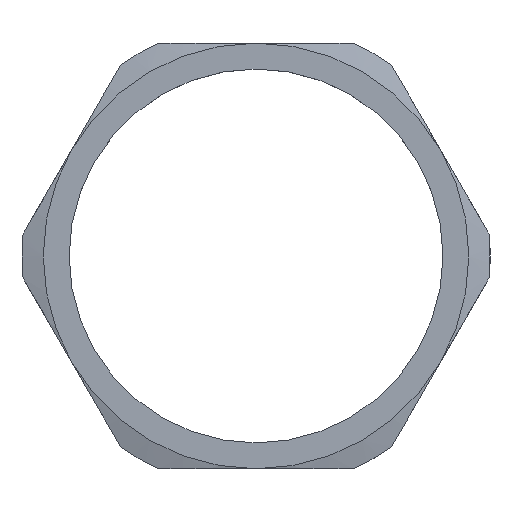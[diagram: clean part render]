
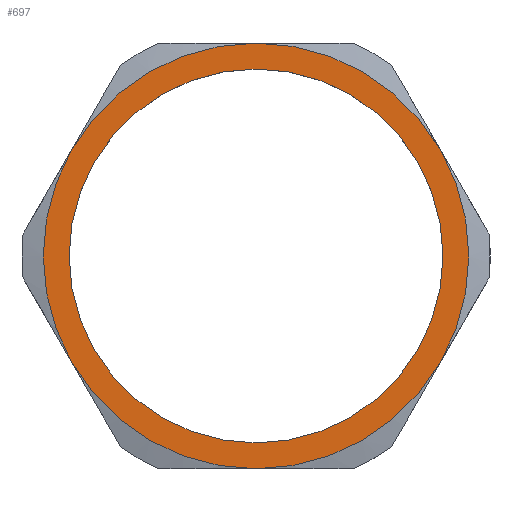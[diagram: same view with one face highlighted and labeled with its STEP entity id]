
A CAD part, top view. The second image highlights one B-rep face of the part: STEP entity #697.
In plain terms, the highlighted planar face has unit normal (0, 0, 1).
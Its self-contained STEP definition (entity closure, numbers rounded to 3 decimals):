
#16 = CIRCLE ( 'NONE', #176, 35. ) ;
#20 = CIRCLE ( 'NONE', #134, 30.75 ) ;
#28 = ORIENTED_EDGE ( 'NONE', *, *, #594, .F. ) ;
#44 = CIRCLE ( 'NONE', #93, 35. ) ;
#70 = CIRCLE ( 'NONE', #106, 35. ) ;
#88 = FACE_BOUND ( 'NONE', #358, .T. ) ;
#93 = AXIS2_PLACEMENT_3D ( 'NONE', #245, #243, #242 ) ;
#96 = EDGE_CURVE ( 'NONE', #174, #606, #675, .T. ) ;
#106 = AXIS2_PLACEMENT_3D ( 'NONE', #254, #253, #252 ) ;
#108 = AXIS2_PLACEMENT_3D ( 'NONE', #332, #309, #308 ) ;
#115 = ORIENTED_EDGE ( 'NONE', *, *, #473, .F. ) ;
#123 = FACE_OUTER_BOUND ( 'NONE', #763, .T. ) ;
#129 = VERTEX_POINT ( 'NONE', #709 ) ;
#134 = AXIS2_PLACEMENT_3D ( 'NONE', #372, #371, #368 ) ;
#139 = ORIENTED_EDGE ( 'NONE', *, *, #780, .F. ) ;
#145 = AXIS2_PLACEMENT_3D ( 'NONE', #527, #524, #523 ) ;
#157 = CIRCLE ( 'NONE', #180, 35. ) ;
#166 = AXIS2_PLACEMENT_3D ( 'NONE', #596, #595, #592 ) ;
#174 = VERTEX_POINT ( 'NONE', #492 ) ;
#176 = AXIS2_PLACEMENT_3D ( 'NONE', #629, #627, #626 ) ;
#180 = AXIS2_PLACEMENT_3D ( 'NONE', #679, #678, #674 ) ;
#192 = ORIENTED_EDGE ( 'NONE', *, *, #798, .F. ) ;
#242 = DIRECTION ( 'NONE',  ( 0., 1., 0. ) ) ;
#243 = DIRECTION ( 'NONE',  ( 0., 0., -1. ) ) ;
#245 = CARTESIAN_POINT ( 'NONE',  ( 0., 0., 3. ) ) ;
#252 = DIRECTION ( 'NONE',  ( 0., 1., 0. ) ) ;
#253 = DIRECTION ( 'NONE',  ( 0., 0., -1. ) ) ;
#254 = CARTESIAN_POINT ( 'NONE',  ( 0., 0., 3. ) ) ;
#265 = AXIS2_PLACEMENT_3D ( 'NONE', #658, #801, #565 ) ;
#302 = CARTESIAN_POINT ( 'NONE',  ( -30.311, -17.5, 3. ) ) ;
#308 = DIRECTION ( 'NONE',  ( 1., 0., 0. ) ) ;
#309 = DIRECTION ( 'NONE',  ( 0., 0., 1. ) ) ;
#331 = CARTESIAN_POINT ( 'NONE',  ( 30.311, -17.5, 3. ) ) ;
#332 = CARTESIAN_POINT ( 'NONE',  ( 0., 0., 3. ) ) ;
#346 = VERTEX_POINT ( 'NONE', #718 ) ;
#349 = ORIENTED_EDGE ( 'NONE', *, *, #410, .F. ) ;
#356 = PLANE ( 'NONE',  #108 ) ;
#358 = EDGE_LOOP ( 'NONE', ( #789, #28 ) ) ;
#362 = EDGE_CURVE ( 'NONE', #558, #129, #157, .T. ) ;
#368 = DIRECTION ( 'NONE',  ( 1., 0., 0. ) ) ;
#371 = DIRECTION ( 'NONE',  ( 0., 0., 1. ) ) ;
#372 = CARTESIAN_POINT ( 'NONE',  ( 0., 0., 3. ) ) ;
#383 = CARTESIAN_POINT ( 'NONE',  ( -30.75, 0., 3. ) ) ;
#407 = CARTESIAN_POINT ( 'NONE',  ( 0., 35., 3. ) ) ;
#410 = EDGE_CURVE ( 'NONE', #129, #676, #16, .T. ) ;
#412 = CIRCLE ( 'NONE', #145, 35. ) ;
#433 = EDGE_CURVE ( 'NONE', #676, #346, #440, .T. ) ;
#440 = CIRCLE ( 'NONE', #166, 35. ) ;
#454 = VERTEX_POINT ( 'NONE', #577 ) ;
#473 = EDGE_CURVE ( 'NONE', #454, #558, #412, .T. ) ;
#492 = CARTESIAN_POINT ( 'NONE',  ( 30.75, 0., 3. ) ) ;
#523 = DIRECTION ( 'NONE',  ( 0., 1., 0. ) ) ;
#524 = DIRECTION ( 'NONE',  ( 0., 0., -1. ) ) ;
#527 = CARTESIAN_POINT ( 'NONE',  ( 0., 0., 3. ) ) ;
#558 = VERTEX_POINT ( 'NONE', #407 ) ;
#565 = DIRECTION ( 'NONE',  ( 1., 0., 0. ) ) ;
#577 = CARTESIAN_POINT ( 'NONE',  ( -30.311, 17.5, 3. ) ) ;
#592 = DIRECTION ( 'NONE',  ( 0., 1., 0. ) ) ;
#594 = EDGE_CURVE ( 'NONE', #606, #174, #20, .T. ) ;
#595 = DIRECTION ( 'NONE',  ( 0., 0., -1. ) ) ;
#596 = CARTESIAN_POINT ( 'NONE',  ( 0., 0., 3. ) ) ;
#606 = VERTEX_POINT ( 'NONE', #383 ) ;
#626 = DIRECTION ( 'NONE',  ( 0., 1., 0. ) ) ;
#627 = DIRECTION ( 'NONE',  ( 0., 0., -1. ) ) ;
#629 = CARTESIAN_POINT ( 'NONE',  ( 0., 0., 3. ) ) ;
#658 = CARTESIAN_POINT ( 'NONE',  ( 0., 0., 3. ) ) ;
#674 = DIRECTION ( 'NONE',  ( 0., 1., 0. ) ) ;
#675 = CIRCLE ( 'NONE', #265, 30.75 ) ;
#676 = VERTEX_POINT ( 'NONE', #331 ) ;
#678 = DIRECTION ( 'NONE',  ( 0., 0., -1. ) ) ;
#679 = CARTESIAN_POINT ( 'NONE',  ( 0., 0., 3. ) ) ;
#697 = ADVANCED_FACE ( 'NONE', ( #88, #123 ), #356, .T. ) ;
#709 = CARTESIAN_POINT ( 'NONE',  ( 30.311, 17.5, 3. ) ) ;
#718 = CARTESIAN_POINT ( 'NONE',  ( 0., -35., 3. ) ) ;
#723 = VERTEX_POINT ( 'NONE', #302 ) ;
#763 = EDGE_LOOP ( 'NONE', ( #796, #115, #139, #192, #807, #349 ) ) ;
#780 = EDGE_CURVE ( 'NONE', #723, #454, #70, .T. ) ;
#789 = ORIENTED_EDGE ( 'NONE', *, *, #96, .F. ) ;
#796 = ORIENTED_EDGE ( 'NONE', *, *, #362, .F. ) ;
#798 = EDGE_CURVE ( 'NONE', #346, #723, #44, .T. ) ;
#801 = DIRECTION ( 'NONE',  ( 0., 0., 1. ) ) ;
#807 = ORIENTED_EDGE ( 'NONE', *, *, #433, .F. ) ;
